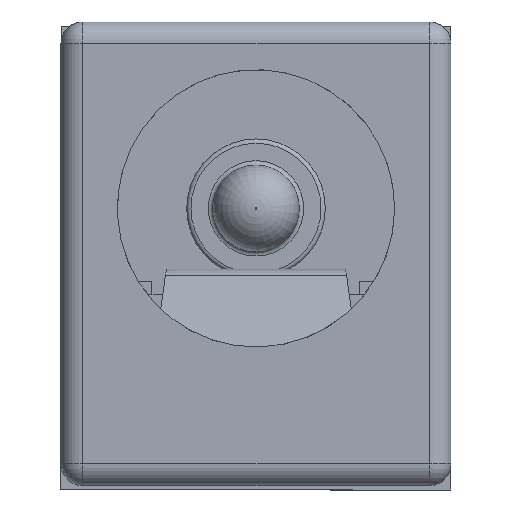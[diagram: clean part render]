
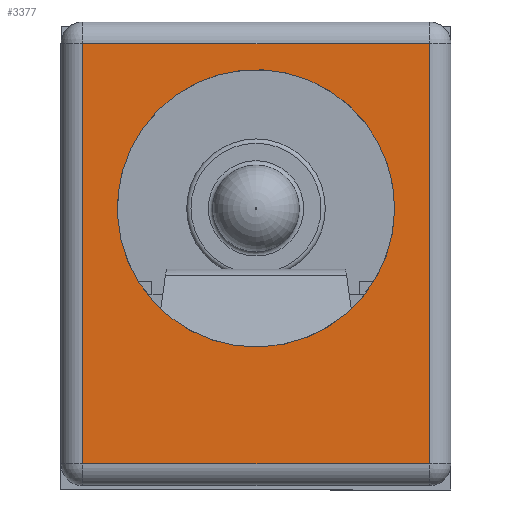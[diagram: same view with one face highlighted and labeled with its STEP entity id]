
A CAD part, front view. The second image highlights one B-rep face of the part: STEP entity #3377.
In plain terms, the highlighted planar face has unit normal (0, -1, 0).
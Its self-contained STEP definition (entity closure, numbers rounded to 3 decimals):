
#145=CIRCLE('',#3655,3.2);
#314=ORIENTED_EDGE('',*,*,#1257,.T.);
#315=ORIENTED_EDGE('',*,*,#1258,.T.);
#316=ORIENTED_EDGE('',*,*,#1259,.T.);
#317=ORIENTED_EDGE('',*,*,#1260,.T.);
#318=ORIENTED_EDGE('',*,*,#1261,.T.);
#1257=EDGE_CURVE('',#1723,#1724,#2052,.F.);
#1258=EDGE_CURVE('',#1724,#1725,#2053,.F.);
#1259=EDGE_CURVE('',#1725,#1726,#2054,.F.);
#1260=EDGE_CURVE('',#1726,#1723,#2055,.F.);
#1261=EDGE_CURVE('',#1727,#1727,#145,.T.);
#1723=VERTEX_POINT('',#5048);
#1724=VERTEX_POINT('',#5049);
#1725=VERTEX_POINT('',#5051);
#1726=VERTEX_POINT('',#5053);
#1727=VERTEX_POINT('',#5056);
#2052=LINE('',#5047,#2429);
#2053=LINE('',#5050,#2430);
#2054=LINE('',#5052,#2431);
#2055=LINE('',#5054,#2432);
#2429=VECTOR('',#4041,1000.);
#2430=VECTOR('',#4042,1000.);
#2431=VECTOR('',#4043,1000.);
#2432=VECTOR('',#4044,1000.);
#2750=EDGE_LOOP('',(#314,#315,#316,#317));
#2751=EDGE_LOOP('',(#318));
#2996=FACE_BOUND('',#2750,.T.);
#2997=FACE_BOUND('',#2751,.T.);
#3240=PLANE('',#3654);
#3377=ADVANCED_FACE('',(#2996,#2997),#3240,.F.);
#3654=AXIS2_PLACEMENT_3D('',#5046,#4039,#4040);
#3655=AXIS2_PLACEMENT_3D('',#5055,#4045,#4046);
#4039=DIRECTION('',(0.,1.,0.));
#4040=DIRECTION('',(0.,0.,1.));
#4041=DIRECTION('',(0.,0.,1.));
#4042=DIRECTION('',(-1.,0.,0.));
#4043=DIRECTION('',(0.,0.,-1.));
#4044=DIRECTION('',(1.,0.,0.));
#4045=DIRECTION('',(0.,1.,0.));
#4046=DIRECTION('',(1.,0.,0.));
#5046=CARTESIAN_POINT('',(0.,-3.5,0.));
#5047=CARTESIAN_POINT('',(-4.,-3.5,-5.35));
#5048=CARTESIAN_POINT('',(-4.,-3.5,4.85));
#5049=CARTESIAN_POINT('',(-4.,-3.5,-4.85));
#5050=CARTESIAN_POINT('',(4.5,-3.5,-4.85));
#5051=CARTESIAN_POINT('',(4.,-3.5,-4.85));
#5052=CARTESIAN_POINT('',(4.,-3.5,5.35));
#5053=CARTESIAN_POINT('',(4.,-3.5,4.85));
#5054=CARTESIAN_POINT('',(-4.5,-3.5,4.85));
#5055=CARTESIAN_POINT('',(0.,-3.5,1.05));
#5056=CARTESIAN_POINT('',(3.2,-3.5,1.05));
